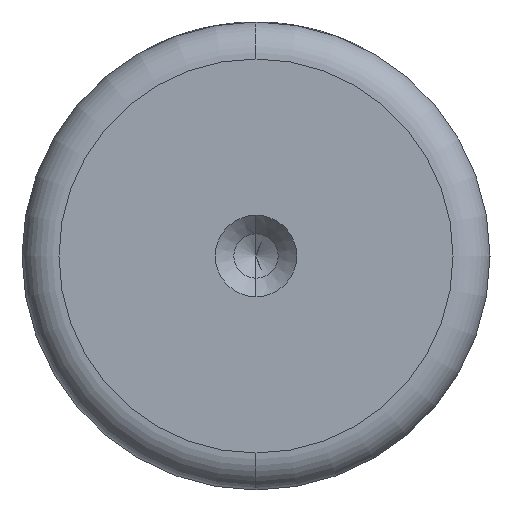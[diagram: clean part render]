
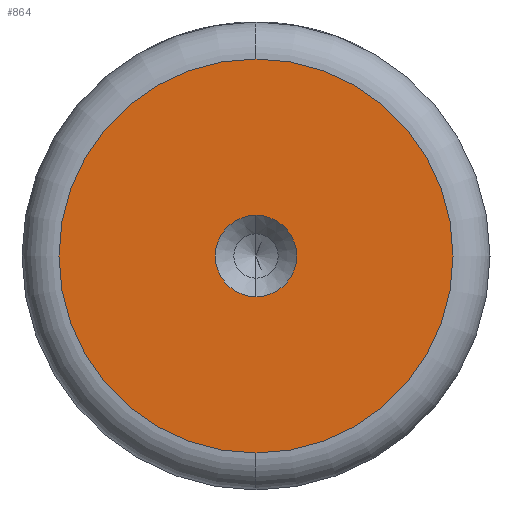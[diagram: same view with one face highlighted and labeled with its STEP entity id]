
A CAD part, left-side view. The second image highlights one B-rep face of the part: STEP entity #864.
In plain terms, the highlighted planar face has unit normal (-1, 0, 0).
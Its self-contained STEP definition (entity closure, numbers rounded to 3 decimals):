
#63 = CIRCLE ( 'NONE', #87, 3.3 ) ;
#80 = ORIENTED_EDGE ( 'NONE', *, *, #167, .T. ) ;
#87 = AXIS2_PLACEMENT_3D ( 'NONE', #403, #1158, #510 ) ;
#102 = CIRCLE ( 'NONE', #166, 16. ) ;
#130 = EDGE_CURVE ( 'NONE', #475, #894, #63, .T. ) ;
#166 = AXIS2_PLACEMENT_3D ( 'NONE', #941, #298, #1048 ) ;
#167 = EDGE_CURVE ( 'NONE', #974, #325, #102, .T. ) ;
#207 = CARTESIAN_POINT ( 'NONE',  ( 0., 0., -16. ) ) ;
#298 = DIRECTION ( 'NONE',  ( -1., 0., 0. ) ) ;
#322 = CARTESIAN_POINT ( 'NONE',  ( 0., 0., 3.3 ) ) ;
#325 = VERTEX_POINT ( 'NONE', #1064 ) ;
#403 = CARTESIAN_POINT ( 'NONE',  ( 0., 0., 0. ) ) ;
#415 = FACE_BOUND ( 'NONE', #778, .T. ) ;
#421 = DIRECTION ( 'NONE',  ( 0., 0., 1. ) ) ;
#475 = VERTEX_POINT ( 'NONE', #666 ) ;
#503 = ORIENTED_EDGE ( 'NONE', *, *, #1399, .T. ) ;
#510 = DIRECTION ( 'NONE',  ( 0., 0., 1. ) ) ;
#574 = DIRECTION ( 'NONE',  ( -1., 0., 0. ) ) ;
#627 = PLANE ( 'NONE',  #755 ) ;
#631 = DIRECTION ( 'NONE',  ( -1., 0., 0. ) ) ;
#666 = CARTESIAN_POINT ( 'NONE',  ( 0., 0., -3.3 ) ) ;
#722 = ORIENTED_EDGE ( 'NONE', *, *, #130, .F. ) ;
#729 = AXIS2_PLACEMENT_3D ( 'NONE', #1221, #574, #1329 ) ;
#755 = AXIS2_PLACEMENT_3D ( 'NONE', #1169, #1062, #421 ) ;
#778 = EDGE_LOOP ( 'NONE', ( #1348, #722 ) ) ;
#864 = ADVANCED_FACE ( 'NONE', ( #415, #918 ), #627, .T. ) ;
#894 = VERTEX_POINT ( 'NONE', #322 ) ;
#918 = FACE_OUTER_BOUND ( 'NONE', #926, .T. ) ;
#926 = EDGE_LOOP ( 'NONE', ( #503, #80 ) ) ;
#941 = CARTESIAN_POINT ( 'NONE',  ( 0., 0., 0. ) ) ;
#974 = VERTEX_POINT ( 'NONE', #207 ) ;
#988 = CIRCLE ( 'NONE', #729, 3.3 ) ;
#1048 = DIRECTION ( 'NONE',  ( 0., 0., 1. ) ) ;
#1062 = DIRECTION ( 'NONE',  ( -1., 0., 0. ) ) ;
#1064 = CARTESIAN_POINT ( 'NONE',  ( 0., 0., 16. ) ) ;
#1158 = DIRECTION ( 'NONE',  ( -1., 0., 0. ) ) ;
#1169 = CARTESIAN_POINT ( 'NONE',  ( 0., 0., 0. ) ) ;
#1221 = CARTESIAN_POINT ( 'NONE',  ( 0., 0., 0. ) ) ;
#1239 = CIRCLE ( 'NONE', #1352, 16. ) ;
#1281 = CARTESIAN_POINT ( 'NONE',  ( 0., 0., 0. ) ) ;
#1329 = DIRECTION ( 'NONE',  ( 0., 0., 1. ) ) ;
#1348 = ORIENTED_EDGE ( 'NONE', *, *, #1365, .F. ) ;
#1352 = AXIS2_PLACEMENT_3D ( 'NONE', #1281, #631, #1391 ) ;
#1365 = EDGE_CURVE ( 'NONE', #894, #475, #988, .T. ) ;
#1391 = DIRECTION ( 'NONE',  ( 0., 0., 1. ) ) ;
#1399 = EDGE_CURVE ( 'NONE', #325, #974, #1239, .T. ) ;
